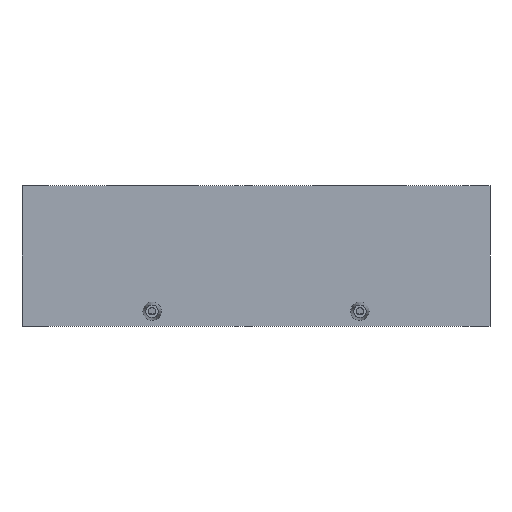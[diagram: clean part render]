
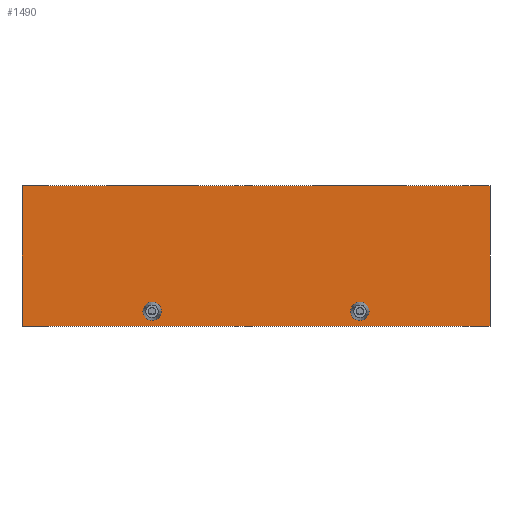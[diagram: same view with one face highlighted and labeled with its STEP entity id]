
A CAD part, left-side view. The second image highlights one B-rep face of the part: STEP entity #1490.
In plain terms, the highlighted planar face has unit normal (-1, 0, 0).
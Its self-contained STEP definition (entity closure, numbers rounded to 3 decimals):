
#19=FACE_BOUND('',#486,.T.);
#20=FACE_BOUND('',#487,.T.);
#58=PLANE('',#1651);
#123=LINE('',#3000,#231);
#158=LINE('',#3092,#266);
#165=LINE('',#3107,#273);
#166=LINE('',#3109,#274);
#231=VECTOR('',#1931,10.);
#266=VECTOR('',#2026,10.);
#273=VECTOR('',#2043,10.);
#274=VECTOR('',#2046,10.);
#392=FACE_OUTER_BOUND('',#485,.T.);
#485=EDGE_LOOP('',(#1362,#1363,#1364,#1365));
#486=EDGE_LOOP('',(#1366));
#487=EDGE_LOOP('',(#1367));
#594=CIRCLE('',#1631,2.5);
#597=CIRCLE('',#1637,2.5);
#702=VERTEX_POINT('',#2997);
#703=VERTEX_POINT('',#2999);
#720=VERTEX_POINT('',#3055);
#723=VERTEX_POINT('',#3066);
#729=VERTEX_POINT('',#3089);
#730=VERTEX_POINT('',#3091);
#893=EDGE_CURVE('',#703,#702,#123,.T.);
#922=EDGE_CURVE('',#720,#720,#594,.T.);
#927=EDGE_CURVE('',#723,#723,#597,.T.);
#938=EDGE_CURVE('',#729,#730,#158,.T.);
#946=EDGE_CURVE('',#702,#730,#165,.T.);
#947=EDGE_CURVE('',#703,#729,#166,.T.);
#1362=ORIENTED_EDGE('',*,*,#893,.T.);
#1363=ORIENTED_EDGE('',*,*,#946,.T.);
#1364=ORIENTED_EDGE('',*,*,#938,.F.);
#1365=ORIENTED_EDGE('',*,*,#947,.F.);
#1366=ORIENTED_EDGE('',*,*,#922,.T.);
#1367=ORIENTED_EDGE('',*,*,#927,.T.);
#1490=ADVANCED_FACE('',(#392,#19,#20),#58,.T.);
#1631=AXIS2_PLACEMENT_3D('',#3057,#1986,#1987);
#1637=AXIS2_PLACEMENT_3D('',#3068,#2000,#2001);
#1651=AXIS2_PLACEMENT_3D('',#3108,#2044,#2045);
#1931=DIRECTION('',(0.,-1.,0.));
#1986=DIRECTION('center_axis',(1.,0.,0.));
#1987=DIRECTION('ref_axis',(0.,-1.,0.));
#2000=DIRECTION('center_axis',(1.,0.,0.));
#2001=DIRECTION('ref_axis',(0.,-1.,0.));
#2026=DIRECTION('',(0.,-1.,0.));
#2043=DIRECTION('',(0.,0.,1.));
#2044=DIRECTION('center_axis',(-1.,0.,0.));
#2045=DIRECTION('ref_axis',(0.,-1.,0.));
#2046=DIRECTION('',(0.,0.,1.));
#2997=CARTESIAN_POINT('',(-42.5,-63.5,5.));
#2999=CARTESIAN_POINT('',(-42.5,63.5,5.));
#3000=CARTESIAN_POINT('',(-42.5,31.75,5.));
#3055=CARTESIAN_POINT('',(-42.5,30.7,9.));
#3057=CARTESIAN_POINT('Origin',(-42.5,28.2,9.));
#3066=CARTESIAN_POINT('',(-42.5,-25.7,9.));
#3068=CARTESIAN_POINT('Origin',(-42.5,-28.2,9.));
#3089=CARTESIAN_POINT('',(-42.5,63.5,43.));
#3091=CARTESIAN_POINT('',(-42.5,-63.5,43.));
#3092=CARTESIAN_POINT('',(-42.5,63.5,43.));
#3107=CARTESIAN_POINT('',(-42.5,-63.5,0.));
#3108=CARTESIAN_POINT('Origin',(-42.5,63.5,0.));
#3109=CARTESIAN_POINT('',(-42.5,63.5,0.));
